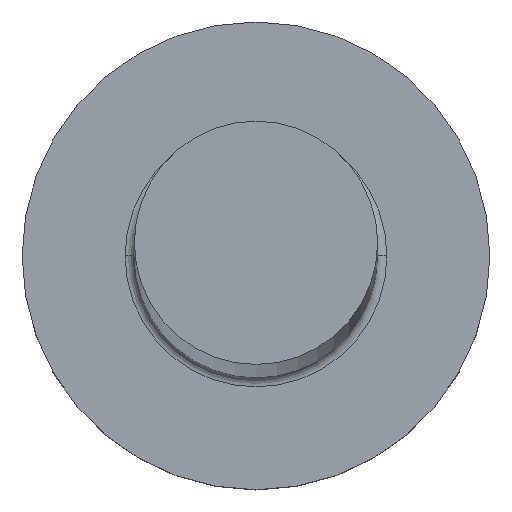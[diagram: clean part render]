
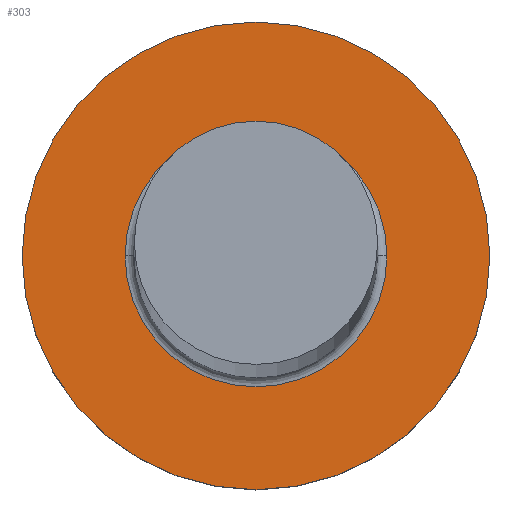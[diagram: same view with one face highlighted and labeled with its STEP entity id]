
A CAD part, top view. The second image highlights one B-rep face of the part: STEP entity #303.
In plain terms, the highlighted planar face has unit normal (0, 0, 1).
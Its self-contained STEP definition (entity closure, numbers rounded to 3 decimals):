
#30 = CIRCLE ( 'NONE', #59, 5. ) ;
#32 = AXIS2_PLACEMENT_3D ( 'NONE', #39, #132, #227 ) ;
#37 = VERTEX_POINT ( 'NONE', #177 ) ;
#39 = CARTESIAN_POINT ( 'NONE',  ( 0., 0., 3. ) ) ;
#54 = CIRCLE ( 'NONE', #238, 5. ) ;
#57 = EDGE_CURVE ( 'NONE', #37, #164, #30, .T. ) ;
#59 = AXIS2_PLACEMENT_3D ( 'NONE', #83, #240, #197 ) ;
#60 = ORIENTED_EDGE ( 'NONE', *, *, #105, .T. ) ;
#71 = AXIS2_PLACEMENT_3D ( 'NONE', #108, #199, #176 ) ;
#73 = ORIENTED_EDGE ( 'NONE', *, *, #57, .T. ) ;
#77 = VERTEX_POINT ( 'NONE', #220 ) ;
#79 = ORIENTED_EDGE ( 'NONE', *, *, #221, .T. ) ;
#82 = DIRECTION ( 'NONE',  ( 0., 0., -1. ) ) ;
#83 = CARTESIAN_POINT ( 'NONE',  ( 0., 0., 3. ) ) ;
#105 = EDGE_CURVE ( 'NONE', #123, #77, #191, .T. ) ;
#107 = CARTESIAN_POINT ( 'NONE',  ( 2.8, 0., 3. ) ) ;
#108 = CARTESIAN_POINT ( 'NONE',  ( 0., 0., 3. ) ) ;
#114 = DIRECTION ( 'NONE',  ( 0., 0., 1. ) ) ;
#123 = VERTEX_POINT ( 'NONE', #107 ) ;
#127 = FACE_OUTER_BOUND ( 'NONE', #173, .T. ) ;
#132 = DIRECTION ( 'NONE',  ( 0., 0., -1. ) ) ;
#138 = ORIENTED_EDGE ( 'NONE', *, *, #168, .T. ) ;
#153 = FACE_BOUND ( 'NONE', #285, .T. ) ;
#164 = VERTEX_POINT ( 'NONE', #251 ) ;
#168 = EDGE_CURVE ( 'NONE', #77, #123, #259, .T. ) ;
#171 = DIRECTION ( 'NONE',  ( 1., 0., 0. ) ) ;
#173 = EDGE_LOOP ( 'NONE', ( #79, #73 ) ) ;
#176 = DIRECTION ( 'NONE',  ( 1., 0., 0. ) ) ;
#177 = CARTESIAN_POINT ( 'NONE',  ( 5., 0., 3. ) ) ;
#191 = CIRCLE ( 'NONE', #270, 2.8 ) ;
#197 = DIRECTION ( 'NONE',  ( 1., 0., 0. ) ) ;
#199 = DIRECTION ( 'NONE',  ( 0., 0., 1. ) ) ;
#220 = CARTESIAN_POINT ( 'NONE',  ( -2.8, 0., 3. ) ) ;
#221 = EDGE_CURVE ( 'NONE', #164, #37, #54, .T. ) ;
#223 = CARTESIAN_POINT ( 'NONE',  ( 0., 0., 3. ) ) ;
#225 = CARTESIAN_POINT ( 'NONE',  ( 0., 0., 3. ) ) ;
#227 = DIRECTION ( 'NONE',  ( 1., 0., 0. ) ) ;
#238 = AXIS2_PLACEMENT_3D ( 'NONE', #225, #114, #276 ) ;
#240 = DIRECTION ( 'NONE',  ( 0., 0., 1. ) ) ;
#251 = CARTESIAN_POINT ( 'NONE',  ( -5., 0., 3. ) ) ;
#253 = PLANE ( 'NONE',  #71 ) ;
#259 = CIRCLE ( 'NONE', #32, 2.8 ) ;
#270 = AXIS2_PLACEMENT_3D ( 'NONE', #223, #82, #171 ) ;
#276 = DIRECTION ( 'NONE',  ( 1., 0., 0. ) ) ;
#285 = EDGE_LOOP ( 'NONE', ( #60, #138 ) ) ;
#303 = ADVANCED_FACE ( 'NONE', ( #153, #127 ), #253, .T. ) ;
